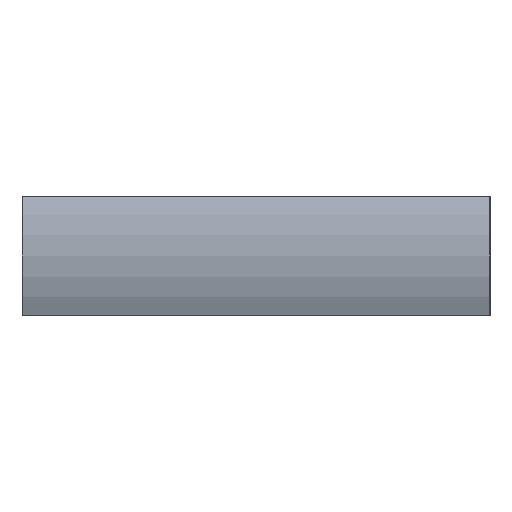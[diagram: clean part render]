
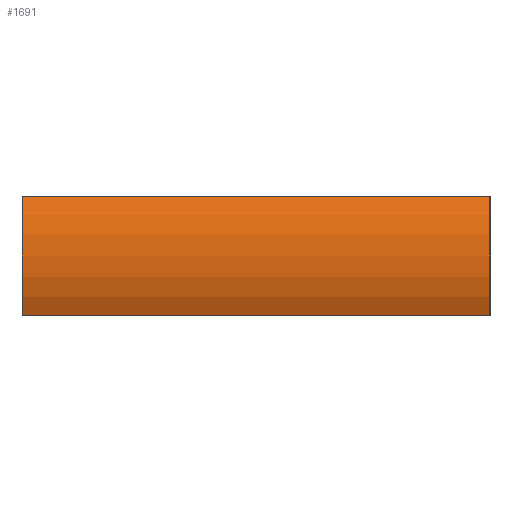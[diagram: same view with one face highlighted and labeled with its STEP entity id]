
A CAD part, left-side view. The second image highlights one B-rep face of the part: STEP entity #1691.
In plain terms, the highlighted cylindrical face has radius 13.37 mm (diameter 26.74 mm), a partial arc.
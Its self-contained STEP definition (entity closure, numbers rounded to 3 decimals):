
#19 = CARTESIAN_POINT ( 'NONE',  ( -17., 15., 5.75 ) ) ;
#95 = EDGE_CURVE ( 'NONE', #1948, #926, #731, .T. ) ;
#121 = DIRECTION ( 'NONE',  ( 0., -1., 0. ) ) ;
#371 = DIRECTION ( 'NONE',  ( 0., 1., 0. ) ) ;
#427 = CYLINDRICAL_SURFACE ( 'NONE', #1549, 13.37 ) ;
#593 = ORIENTED_EDGE ( 'NONE', *, *, #95, .F. ) ;
#621 = CARTESIAN_POINT ( 'NONE',  ( -17., -30., 5.75 ) ) ;
#653 = CIRCLE ( 'NONE', #2667, 13.37 ) ;
#691 = CARTESIAN_POINT ( 'NONE',  ( -17., -30., -5.75 ) ) ;
#731 = LINE ( 'NONE', #1590, #1800 ) ;
#774 = EDGE_CURVE ( 'NONE', #978, #1901, #1631, .T. ) ;
#803 = ORIENTED_EDGE ( 'NONE', *, *, #967, .T. ) ;
#926 = VERTEX_POINT ( 'NONE', #2871 ) ;
#967 = EDGE_CURVE ( 'NONE', #1901, #926, #653, .T. ) ;
#978 = VERTEX_POINT ( 'NONE', #621 ) ;
#1079 = DIRECTION ( 'NONE',  ( 0., -1., 0. ) ) ;
#1390 = CIRCLE ( 'NONE', #2654, 13.37 ) ;
#1465 = CARTESIAN_POINT ( 'NONE',  ( -4.93, -30., 0. ) ) ;
#1549 = AXIS2_PLACEMENT_3D ( 'NONE', #1954, #371, #2853 ) ;
#1584 = DIRECTION ( 'NONE',  ( 0., 1., 0. ) ) ;
#1587 = EDGE_CURVE ( 'NONE', #978, #1948, #1390, .T. ) ;
#1590 = CARTESIAN_POINT ( 'NONE',  ( -17., -30., -5.75 ) ) ;
#1631 = LINE ( 'NONE', #2465, #2288 ) ;
#1690 = DIRECTION ( 'NONE',  ( 0., 0., 1. ) ) ;
#1691 = ADVANCED_FACE ( 'NONE', ( #2231 ), #427, .T. ) ;
#1800 = VECTOR ( 'NONE', #1811, 1000. ) ;
#1811 = DIRECTION ( 'NONE',  ( 0., 1., 0. ) ) ;
#1901 = VERTEX_POINT ( 'NONE', #19 ) ;
#1948 = VERTEX_POINT ( 'NONE', #691 ) ;
#1954 = CARTESIAN_POINT ( 'NONE',  ( -4.93, -30., 0. ) ) ;
#2231 = FACE_OUTER_BOUND ( 'NONE', #2451, .T. ) ;
#2247 = ORIENTED_EDGE ( 'NONE', *, *, #774, .T. ) ;
#2288 = VECTOR ( 'NONE', #1584, 1000. ) ;
#2426 = CARTESIAN_POINT ( 'NONE',  ( -4.93, 15., 0. ) ) ;
#2451 = EDGE_LOOP ( 'NONE', ( #803, #593, #2751, #2247 ) ) ;
#2465 = CARTESIAN_POINT ( 'NONE',  ( -17., -30., 5.75 ) ) ;
#2654 = AXIS2_PLACEMENT_3D ( 'NONE', #1465, #121, #1690 ) ;
#2662 = DIRECTION ( 'NONE',  ( 0., 0., 1. ) ) ;
#2667 = AXIS2_PLACEMENT_3D ( 'NONE', #2426, #1079, #2662 ) ;
#2751 = ORIENTED_EDGE ( 'NONE', *, *, #1587, .F. ) ;
#2853 = DIRECTION ( 'NONE',  ( 0., 0., 1. ) ) ;
#2871 = CARTESIAN_POINT ( 'NONE',  ( -17., 15., -5.75 ) ) ;
